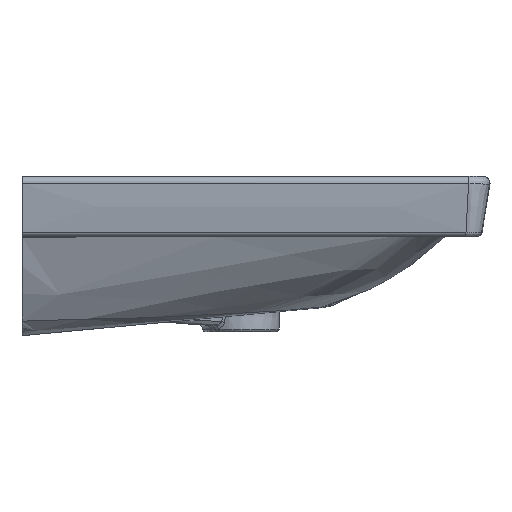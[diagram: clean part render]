
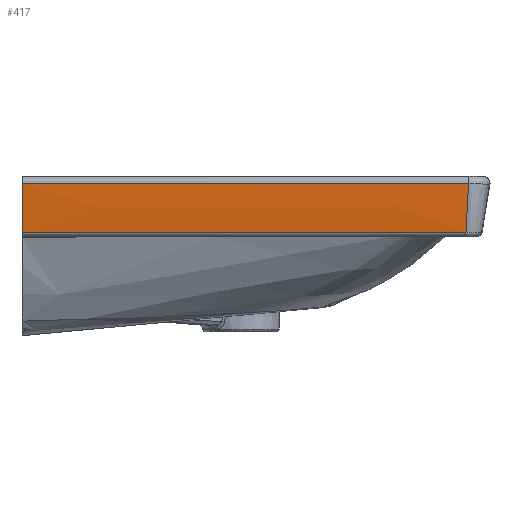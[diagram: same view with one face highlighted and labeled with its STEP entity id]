
A CAD part, left-side view. The second image highlights one B-rep face of the part: STEP entity #417.
In plain terms, the highlighted face is a extrusion surface.
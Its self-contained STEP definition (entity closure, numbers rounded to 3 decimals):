
#291=SURFACE_OF_LINEAR_EXTRUSION('',#2507,#956);
#417=ADVANCED_FACE('',(#601),#291,.F.);
#601=FACE_OUTER_BOUND('',#756,.T.);
#756=EDGE_LOOP('',(#1543,#1544,#1545,#1546,#1547));
#870=LINE('',#28595,#954);
#871=LINE('',#28612,#955);
#954=VECTOR('',#2947,1.);
#955=VECTOR('',#2948,1.);
#956=VECTOR('',#2949,1.);
#1543=ORIENTED_EDGE('',*,*,#2286,.F.);
#1544=ORIENTED_EDGE('',*,*,#2287,.T.);
#1545=ORIENTED_EDGE('',*,*,#2288,.T.);
#1546=ORIENTED_EDGE('',*,*,#2289,.F.);
#1547=ORIENTED_EDGE('',*,*,#2290,.T.);
#1938=VERTEX_POINT('',#28593);
#1939=VERTEX_POINT('',#28594);
#1940=VERTEX_POINT('',#28596);
#1941=VERTEX_POINT('',#28603);
#1942=VERTEX_POINT('',#28611);
#2286=EDGE_CURVE('',#1938,#1939,#2504,.T.);
#2287=EDGE_CURVE('',#1938,#1940,#870,.T.);
#2288=EDGE_CURVE('',#1940,#1941,#2505,.T.);
#2289=EDGE_CURVE('',#1942,#1941,#2506,.T.);
#2290=EDGE_CURVE('',#1942,#1939,#871,.T.);
#2504=B_SPLINE_CURVE_WITH_KNOTS('',3,(#28579,#28580,#28581,#28582,#28583,
#28584,#28585,#28586,#28587,#28588,#28589,#28590,#28591,#28592),
 .UNSPECIFIED.,.F.,.F.,(4,2,2,2,2,2,4),(0.,0.045,0.197,
0.5,0.803,0.955,1.),.UNSPECIFIED.);
#2505=B_SPLINE_CURVE_WITH_KNOTS('',3,(#28597,#28598,#28599,#28600,#28601,
#28602),.UNSPECIFIED.,.F.,.F.,(4,2,4),(0.,0.007,1.),
 .UNSPECIFIED.);
#2506=B_SPLINE_CURVE_WITH_KNOTS('',3,(#28604,#28605,#28606,#28607,#28608,
#28609,#28610),.UNSPECIFIED.,.F.,.F.,(4,1,1,1,4),(0.,0.16,
0.462,0.765,1.),.UNSPECIFIED.);
#2507=B_SPLINE_CURVE_WITH_KNOTS('',3,(#28613,#28614,#28615,#28616,#28617,
#28618,#28619,#28620,#28621,#28622,#28623,#28624,#28625,#28626),
 .UNSPECIFIED.,.F.,.F.,(4,2,2,2,2,2,4),(0.,0.045,0.197,
0.5,0.803,0.955,1.),.UNSPECIFIED.);
#2947=DIRECTION('',(0.,-1.,0.));
#2948=DIRECTION('',(0.,1.,0.));
#2949=DIRECTION('',(0.,-1.,0.));
#28579=CARTESIAN_POINT('',(-316.293,0.,-79.178));
#28580=CARTESIAN_POINT('',(-316.562,0.,-77.704));
#28581=CARTESIAN_POINT('',(-316.831,0.,-76.23));
#28582=CARTESIAN_POINT('',(-317.996,0.,-69.838));
#28583=CARTESIAN_POINT('',(-318.893,0.,-64.919));
#28584=CARTESIAN_POINT('',(-321.58,0.,-50.181));
#28585=CARTESIAN_POINT('',(-322.915,0.,-40.276));
#28586=CARTESIAN_POINT('',(-324.67,0.,-20.389));
#28587=CARTESIAN_POINT('',(-325.073,0.,-10.407));
#28588=CARTESIAN_POINT('',(-325.033,0.,4.58));
#28589=CARTESIAN_POINT('',(-325.019,0.,9.58));
#28590=CARTESIAN_POINT('',(-325.002,0.,16.079));
#28591=CARTESIAN_POINT('',(-324.998,0.,17.577));
#28592=CARTESIAN_POINT('',(-324.994,0.,19.076));
#28593=CARTESIAN_POINT('',(-320.378,0.,-56.676));
#28594=CARTESIAN_POINT('',(-324.999,0.,-7.118));
#28595=CARTESIAN_POINT('',(-320.378,0.,-56.676));
#28596=CARTESIAN_POINT('',(-320.378,-445.674,-56.676));
#28597=CARTESIAN_POINT('',(-320.378,-445.674,-56.676));
#28598=CARTESIAN_POINT('',(-320.378,-445.675,-56.676));
#28599=CARTESIAN_POINT('',(-320.378,-445.675,-56.676));
#28600=CARTESIAN_POINT('',(-320.378,-445.735,-56.676));
#28601=CARTESIAN_POINT('',(-320.378,-445.794,-56.676));
#28602=CARTESIAN_POINT('',(-320.378,-445.853,-56.676));
#28603=CARTESIAN_POINT('',(-320.378,-445.853,-56.676));
#28604=CARTESIAN_POINT('',(-324.996,-448.498,-7.117));
#28605=CARTESIAN_POINT('',(-324.952,-448.357,-9.771));
#28606=CARTESIAN_POINT('',(-324.738,-447.949,-17.448));
#28607=CARTESIAN_POINT('',(-323.928,-447.275,-30.133));
#28608=CARTESIAN_POINT('',(-322.388,-446.534,-44.005));
#28609=CARTESIAN_POINT('',(-321.038,-446.06,-52.831));
#28610=CARTESIAN_POINT('',(-320.378,-445.853,-56.676));
#28611=CARTESIAN_POINT('',(-324.998,-448.498,-7.117));
#28612=CARTESIAN_POINT('',(-324.999,-448.498,-7.118));
#28613=CARTESIAN_POINT('',(-316.293,0.,-79.178));
#28614=CARTESIAN_POINT('',(-316.562,0.,-77.704));
#28615=CARTESIAN_POINT('',(-316.831,0.,-76.23));
#28616=CARTESIAN_POINT('',(-317.996,0.,-69.838));
#28617=CARTESIAN_POINT('',(-318.893,0.,-64.919));
#28618=CARTESIAN_POINT('',(-321.58,0.,-50.181));
#28619=CARTESIAN_POINT('',(-322.915,0.,-40.276));
#28620=CARTESIAN_POINT('',(-324.67,0.,-20.389));
#28621=CARTESIAN_POINT('',(-325.073,0.,-10.407));
#28622=CARTESIAN_POINT('',(-325.033,0.,4.58));
#28623=CARTESIAN_POINT('',(-325.019,0.,9.58));
#28624=CARTESIAN_POINT('',(-325.002,0.,16.079));
#28625=CARTESIAN_POINT('',(-324.998,0.,17.577));
#28626=CARTESIAN_POINT('',(-324.994,0.,19.076));
